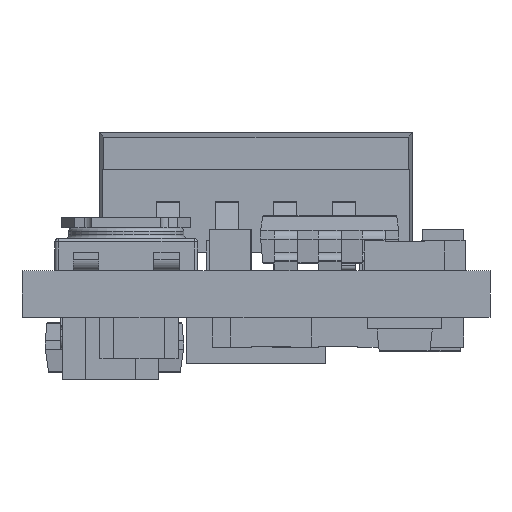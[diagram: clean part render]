
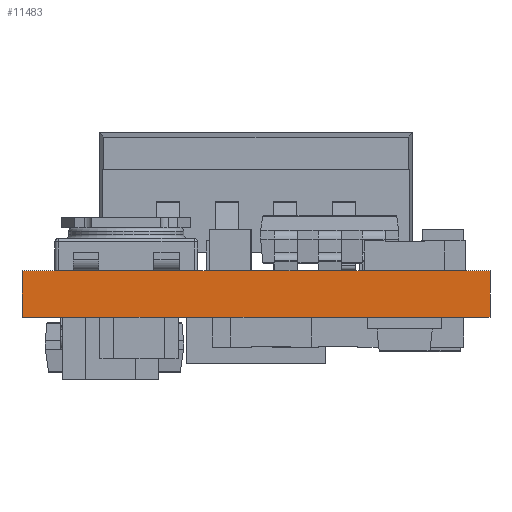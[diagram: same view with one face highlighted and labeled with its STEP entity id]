
A CAD part, front view. The second image highlights one B-rep face of the part: STEP entity #11483.
In plain terms, the highlighted planar face has unit normal (0, -1, 0).
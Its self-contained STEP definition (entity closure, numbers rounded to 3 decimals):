
#6171=PLANE('',#22024);
#7179=FACE_OUTER_BOUND('',#12642,.T.);
#7533=LINE('',#25858,#9269);
#8374=LINE('',#29071,#10110);
#8779=LINE('',#30000,#10515);
#8781=LINE('',#30003,#10517);
#9269=VECTOR('',#22354,1.);
#10110=VECTOR('',#23959,1.);
#10515=VECTOR('',#24860,1.);
#10517=VECTOR('',#24864,1.);
#11483=ADVANCED_FACE('',(#7179),#6171,.F.);
#12642=EDGE_LOOP('',(#15881,#15882,#15883,#15884));
#15881=ORIENTED_EDGE('',*,*,#20044,.T.);
#15882=ORIENTED_EDGE('',*,*,#20509,.F.);
#15883=ORIENTED_EDGE('',*,*,#18990,.F.);
#15884=ORIENTED_EDGE('',*,*,#20507,.T.);
#17527=VERTEX_POINT('',#25857);
#17528=VERTEX_POINT('',#25859);
#18301=VERTEX_POINT('',#29066);
#18303=VERTEX_POINT('',#29070);
#18990=EDGE_CURVE('',#17527,#17528,#7533,.T.);
#20044=EDGE_CURVE('',#18301,#18303,#8374,.T.);
#20507=EDGE_CURVE('',#17527,#18301,#8779,.T.);
#20509=EDGE_CURVE('',#17528,#18303,#8781,.T.);
#22024=AXIS2_PLACEMENT_3D('',#30004,#24865,#24866);
#22354=DIRECTION('',(1.,0.,0.));
#23959=DIRECTION('',(1.,0.,0.));
#24860=DIRECTION('',(0.,0.,-1.));
#24864=DIRECTION('',(0.,0.,-1.));
#24865=DIRECTION('',(0.,1.,0.));
#24866=DIRECTION('',(0.,0.,-1.));
#25857=CARTESIAN_POINT('',(0.,0.,1.016));
#25858=CARTESIAN_POINT('',(0.,0.,1.016));
#25859=CARTESIAN_POINT('',(10.16,0.,1.016));
#29066=CARTESIAN_POINT('',(0.,0.,0.));
#29070=CARTESIAN_POINT('',(10.16,0.,0.));
#29071=CARTESIAN_POINT('',(0.,0.,0.));
#30000=CARTESIAN_POINT('',(0.,0.,1.016));
#30003=CARTESIAN_POINT('',(10.16,0.,1.016));
#30004=CARTESIAN_POINT('',(0.,0.,1.016));
